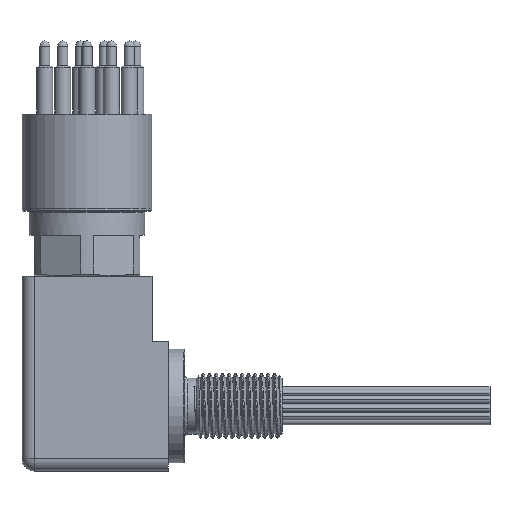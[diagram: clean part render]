
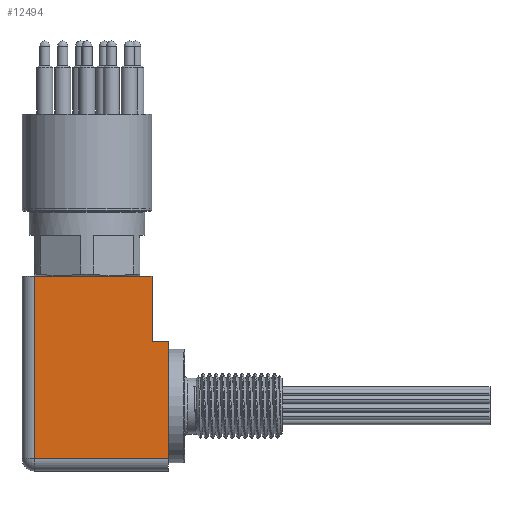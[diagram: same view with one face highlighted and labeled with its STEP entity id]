
A CAD part, left-side view. The second image highlights one B-rep face of the part: STEP entity #12494.
In plain terms, the highlighted planar face has unit normal (-1, 0, 0).
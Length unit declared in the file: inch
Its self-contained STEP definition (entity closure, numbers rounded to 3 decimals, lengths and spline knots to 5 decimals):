
#703=PLANE($,#13417);
#1093=LINE($,#19424,#1990);
#1104=LINE($,#19448,#2001);
#1105=LINE($,#19449,#2002);
#1106=LINE($,#19450,#2003);
#1107=LINE($,#19452,#2004);
#1108=LINE($,#19454,#2005);
#1109=LINE($,#19455,#2006);
#1990=VECTOR($,#14424,0.125);
#2001=VECTOR($,#14441,1.031);
#2002=VECTOR($,#14442,0.406);
#2003=VECTOR($,#14443,0.5);
#2004=VECTOR($,#14444,0.5);
#2005=VECTOR($,#14445,0.906);
#2006=VECTOR($,#14446,1.406);
#3819=FACE_OUTER_BOUND($,#4627,.T.);
#4627=EDGE_LOOP($,(#9138,#9139,#9140,#9141,#9142,#9143,#9144));
#6006=VERTEX_POINT($,#17254);
#6103=VERTEX_POINT($,#19418);
#6105=VERTEX_POINT($,#19422);
#6114=VERTEX_POINT($,#19446);
#6115=VERTEX_POINT($,#19447);
#6116=VERTEX_POINT($,#19451);
#6117=VERTEX_POINT($,#19453);
#7374=EDGE_CURVE($,#6105,#6103,#1093,.T.);
#7385=EDGE_CURVE($,#6114,#6115,#1104,.T.);
#7386=EDGE_CURVE($,#6115,#6006,#1105,.T.);
#7387=EDGE_CURVE($,#6006,#6103,#1106,.T.);
#7388=EDGE_CURVE($,#6116,#6105,#1107,.T.);
#7389=EDGE_CURVE($,#6117,#6116,#1108,.T.);
#7390=EDGE_CURVE($,#6117,#6114,#1109,.T.);
#9138=ORIENTED_EDGE($,*,*,#7385,.T.);
#9139=ORIENTED_EDGE($,*,*,#7386,.T.);
#9140=ORIENTED_EDGE($,*,*,#7387,.T.);
#9141=ORIENTED_EDGE($,*,*,#7374,.F.);
#9142=ORIENTED_EDGE($,*,*,#7388,.F.);
#9143=ORIENTED_EDGE($,*,*,#7389,.F.);
#9144=ORIENTED_EDGE($,*,*,#7390,.T.);
#12494=ADVANCED_FACE($,(#3819),#703,.T.);
#13417=AXIS2_PLACEMENT_3D($,#19445,#14439,#14440);
#14424=DIRECTION($,(0.,-1.,0.));
#14439=DIRECTION('center_axis',(-1.,0.,0.));
#14440=DIRECTION('ref_axis',(0.,0.,1.));
#14441=DIRECTION($,(0.,-1.,0.));
#14442=DIRECTION($,(0.,0.,1.));
#14443=DIRECTION($,(0.,0.,1.));
#14444=DIRECTION($,(0.,0.,-1.));
#14445=DIRECTION($,(0.,-1.,0.));
#14446=DIRECTION($,(0.,0.,-1.));
#17254=CARTESIAN_POINT('',(-0.4375,-0.625,-1.));
#19418=CARTESIAN_POINT('',(-0.4375,-0.625,-0.5));
#19422=CARTESIAN_POINT('',(-0.4375,-0.5,-0.5));
#19424=CARTESIAN_POINT($,(-0.4375,-1.5,-0.5));
#19445=CARTESIAN_POINT('Origin',(-0.4375,0.,0.));
#19446=CARTESIAN_POINT('',(-0.4375,0.406,-1.406));
#19447=CARTESIAN_POINT('',(-0.4375,-0.625,-1.406));
#19448=CARTESIAN_POINT($,(-0.4375,-0.75,-1.406));
#19449=CARTESIAN_POINT($,(-0.4375,-0.625,0.));
#19450=CARTESIAN_POINT($,(-0.4375,-0.625,0.));
#19451=CARTESIAN_POINT('',(-0.4375,-0.5,0.));
#19452=CARTESIAN_POINT($,(-0.4375,-0.5,-0.5));
#19453=CARTESIAN_POINT('',(-0.4375,0.406,0.));
#19454=CARTESIAN_POINT($,(-0.4375,0.,0.));
#19455=CARTESIAN_POINT($,(-0.4375,0.406,-1.5));
